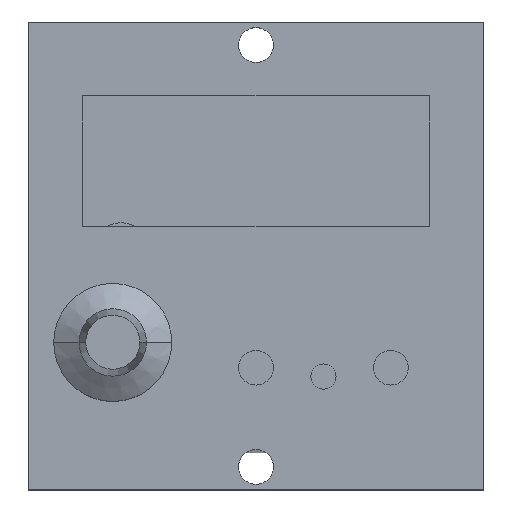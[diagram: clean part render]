
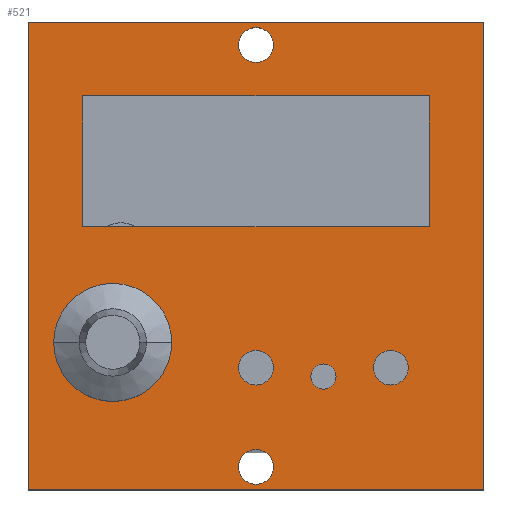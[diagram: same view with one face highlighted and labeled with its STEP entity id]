
A CAD part, top view. The second image highlights one B-rep face of the part: STEP entity #521.
In plain terms, the highlighted planar face has unit normal (0, 0, 1).
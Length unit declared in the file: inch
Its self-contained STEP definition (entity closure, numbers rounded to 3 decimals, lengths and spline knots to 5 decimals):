
#110=DIRECTION('',(0.,-1.,0.));
#111=VECTOR('',#110,3.469);
#112=CARTESIAN_POINT('',(-1.6875,1.7345,0.125));
#113=LINE('',#112,#111);
#114=DIRECTION('',(-1.,0.,0.));
#115=VECTOR('',#114,3.375);
#116=CARTESIAN_POINT('',(1.6875,1.7345,0.125));
#117=LINE('',#116,#115);
#118=DIRECTION('',(0.,1.,0.));
#119=VECTOR('',#118,3.469);
#120=CARTESIAN_POINT('',(1.6875,-1.7345,0.125));
#121=LINE('',#120,#119);
#122=DIRECTION('',(1.,0.,0.));
#123=VECTOR('',#122,3.375);
#124=CARTESIAN_POINT('',(-1.6875,-1.7345,0.125));
#125=LINE('',#124,#123);
#126=DIRECTION('',(0.,-1.,0.));
#127=VECTOR('',#126,0.969);
#128=CARTESIAN_POINT('',(-1.285,1.187,0.125));
#129=LINE('',#128,#127);
#130=DIRECTION('',(1.,0.,0.));
#131=VECTOR('',#130,2.57);
#132=CARTESIAN_POINT('',(-1.285,0.218,0.125));
#133=LINE('',#132,#131);
#134=DIRECTION('',(0.,1.,0.));
#135=VECTOR('',#134,0.969);
#136=CARTESIAN_POINT('',(1.285,0.218,0.125));
#137=LINE('',#136,#135);
#138=DIRECTION('',(-1.,0.,0.));
#139=VECTOR('',#138,2.57);
#140=CARTESIAN_POINT('',(1.285,1.187,0.125));
#141=LINE('',#140,#139);
#142=CARTESIAN_POINT('',(-1.062,-0.6415,0.125));
#143=DIRECTION('',(0.,0.,-1.));
#144=DIRECTION('',(-1.,0.,0.));
#145=AXIS2_PLACEMENT_3D('',#142,#143,#144);
#147=CARTESIAN_POINT('',(-1.062,-0.6415,0.125));
#148=DIRECTION('',(0.,0.,-1.));
#149=DIRECTION('',(1.,0.,0.));
#150=AXIS2_PLACEMENT_3D('',#147,#148,#149);
#152=CARTESIAN_POINT('',(0.,-0.8285,0.125));
#153=DIRECTION('',(0.,0.,-1.));
#154=DIRECTION('',(-1.,0.,0.));
#155=AXIS2_PLACEMENT_3D('',#152,#153,#154);
#157=CARTESIAN_POINT('',(0.,-0.8285,0.125));
#158=DIRECTION('',(0.,0.,-1.));
#159=DIRECTION('',(1.,0.,0.));
#160=AXIS2_PLACEMENT_3D('',#157,#158,#159);
#162=CARTESIAN_POINT('',(1.,-0.8285,0.125));
#163=DIRECTION('',(0.,0.,-1.));
#164=DIRECTION('',(-1.,0.,0.));
#165=AXIS2_PLACEMENT_3D('',#162,#163,#164);
#167=CARTESIAN_POINT('',(1.,-0.8285,0.125));
#168=DIRECTION('',(0.,0.,-1.));
#169=DIRECTION('',(1.,0.,0.));
#170=AXIS2_PLACEMENT_3D('',#167,#168,#169);
#172=CARTESIAN_POINT('',(0.5,-0.8935,0.125));
#173=DIRECTION('',(0.,0.,-1.));
#174=DIRECTION('',(-1.,0.,0.));
#175=AXIS2_PLACEMENT_3D('',#172,#173,#174);
#177=CARTESIAN_POINT('',(0.5,-0.8935,0.125));
#178=DIRECTION('',(0.,0.,-1.));
#179=DIRECTION('',(1.,0.,0.));
#180=AXIS2_PLACEMENT_3D('',#177,#178,#179);
#182=CARTESIAN_POINT('',(0.,-1.5635,0.125));
#183=DIRECTION('',(0.,0.,-1.));
#184=DIRECTION('',(-1.,0.,0.));
#185=AXIS2_PLACEMENT_3D('',#182,#183,#184);
#187=CARTESIAN_POINT('',(0.,-1.5635,0.125));
#188=DIRECTION('',(0.,0.,-1.));
#189=DIRECTION('',(1.,0.,0.));
#190=AXIS2_PLACEMENT_3D('',#187,#188,#189);
#192=CARTESIAN_POINT('',(0.,1.5635,0.125));
#193=DIRECTION('',(0.,0.,-1.));
#194=DIRECTION('',(-1.,0.,0.));
#195=AXIS2_PLACEMENT_3D('',#192,#193,#194);
#197=CARTESIAN_POINT('',(0.,1.5635,0.125));
#198=DIRECTION('',(0.,0.,-1.));
#199=DIRECTION('',(1.,0.,0.));
#200=AXIS2_PLACEMENT_3D('',#197,#198,#199);
#274=CARTESIAN_POINT('',(-1.6875,1.7345,0.125));
#275=CARTESIAN_POINT('',(-1.6875,-1.7345,0.125));
#276=VERTEX_POINT('',#274);
#277=VERTEX_POINT('',#275);
#278=CARTESIAN_POINT('',(1.6875,-1.7345,0.125));
#279=VERTEX_POINT('',#278);
#280=CARTESIAN_POINT('',(1.6875,1.7345,0.125));
#281=VERTEX_POINT('',#280);
#290=CARTESIAN_POINT('',(-1.285,1.187,0.125));
#291=CARTESIAN_POINT('',(-1.285,0.218,0.125));
#292=VERTEX_POINT('',#290);
#293=VERTEX_POINT('',#291);
#294=CARTESIAN_POINT('',(1.285,0.218,0.125));
#295=VERTEX_POINT('',#294);
#296=CARTESIAN_POINT('',(1.285,1.187,0.125));
#297=VERTEX_POINT('',#296);
#302=CARTESIAN_POINT('',(-1.265,-0.6415,0.125));
#303=CARTESIAN_POINT('',(-0.859,-0.6415,0.125));
#304=VERTEX_POINT('',#302);
#305=VERTEX_POINT('',#303);
#310=CARTESIAN_POINT('',(-0.1285,-0.8285,0.125));
#311=CARTESIAN_POINT('',(0.1285,-0.8285,0.125));
#312=VERTEX_POINT('',#310);
#313=VERTEX_POINT('',#311);
#318=CARTESIAN_POINT('',(0.4065,-0.8935,0.125));
#319=CARTESIAN_POINT('',(0.5935,-0.8935,0.125));
#320=VERTEX_POINT('',#318);
#321=VERTEX_POINT('',#319);
#326=CARTESIAN_POINT('',(0.8715,-0.8285,0.125));
#327=CARTESIAN_POINT('',(1.1285,-0.8285,0.125));
#328=VERTEX_POINT('',#326);
#329=VERTEX_POINT('',#327);
#334=CARTESIAN_POINT('',(-0.1285,-1.5635,0.125));
#335=CARTESIAN_POINT('',(0.1285,-1.5635,0.125));
#336=VERTEX_POINT('',#334);
#337=VERTEX_POINT('',#335);
#342=CARTESIAN_POINT('',(-0.1285,1.5635,0.125));
#343=CARTESIAN_POINT('',(0.1285,1.5635,0.125));
#344=VERTEX_POINT('',#342);
#345=VERTEX_POINT('',#343);
#464=CARTESIAN_POINT('',(0.,0.,0.125));
#465=DIRECTION('',(0.,0.,1.));
#466=DIRECTION('',(1.,0.,0.));
#467=AXIS2_PLACEMENT_3D('',#464,#465,#466);
#468=PLANE('',#467);
#469=ORIENTED_EDGE('',*,*,#416,.F.);
#470=ORIENTED_EDGE('',*,*,#431,.F.);
#471=ORIENTED_EDGE('',*,*,#445,.F.);
#472=ORIENTED_EDGE('',*,*,#458,.F.);
#473=EDGE_LOOP('',(#469,#470,#471,#472));
#474=FACE_OUTER_BOUND('',#473,.F.);
#476=ORIENTED_EDGE('',*,*,#475,.T.);
#478=ORIENTED_EDGE('',*,*,#477,.T.);
#480=ORIENTED_EDGE('',*,*,#479,.T.);
#482=ORIENTED_EDGE('',*,*,#481,.T.);
#483=EDGE_LOOP('',(#476,#478,#480,#482));
#484=FACE_BOUND('',#483,.F.);
#486=ORIENTED_EDGE('',*,*,#485,.F.);
#488=ORIENTED_EDGE('',*,*,#487,.F.);
#489=EDGE_LOOP('',(#486,#488));
#490=FACE_BOUND('',#489,.F.);
#492=ORIENTED_EDGE('',*,*,#491,.F.);
#494=ORIENTED_EDGE('',*,*,#493,.F.);
#495=EDGE_LOOP('',(#492,#494));
#496=FACE_BOUND('',#495,.F.);
#498=ORIENTED_EDGE('',*,*,#497,.F.);
#500=ORIENTED_EDGE('',*,*,#499,.F.);
#501=EDGE_LOOP('',(#498,#500));
#502=FACE_BOUND('',#501,.F.);
#504=ORIENTED_EDGE('',*,*,#503,.F.);
#506=ORIENTED_EDGE('',*,*,#505,.F.);
#507=EDGE_LOOP('',(#504,#506));
#508=FACE_BOUND('',#507,.F.);
#510=ORIENTED_EDGE('',*,*,#509,.F.);
#512=ORIENTED_EDGE('',*,*,#511,.F.);
#513=EDGE_LOOP('',(#510,#512));
#514=FACE_BOUND('',#513,.F.);
#516=ORIENTED_EDGE('',*,*,#515,.F.);
#518=ORIENTED_EDGE('',*,*,#517,.F.);
#519=EDGE_LOOP('',(#516,#518));
#520=FACE_BOUND('',#519,.F.);
#521=ADVANCED_FACE('',(#474,#484,#490,#496,#502,#508,#514,#520),#468,.T.);
#146=CIRCLE('',#145,0.203);
#151=CIRCLE('',#150,0.203);
#156=CIRCLE('',#155,0.1285);
#161=CIRCLE('',#160,0.1285);
#166=CIRCLE('',#165,0.1285);
#171=CIRCLE('',#170,0.1285);
#176=CIRCLE('',#175,0.0935);
#181=CIRCLE('',#180,0.0935);
#186=CIRCLE('',#185,0.1285);
#191=CIRCLE('',#190,0.1285);
#196=CIRCLE('',#195,0.1285);
#201=CIRCLE('',#200,0.1285);
#416=EDGE_CURVE('',#276,#277,#113,.T.);
#431=EDGE_CURVE('',#281,#276,#117,.T.);
#445=EDGE_CURVE('',#279,#281,#121,.T.);
#458=EDGE_CURVE('',#277,#279,#125,.T.);
#475=EDGE_CURVE('',#292,#293,#129,.T.);
#477=EDGE_CURVE('',#293,#295,#133,.T.);
#479=EDGE_CURVE('',#295,#297,#137,.T.);
#481=EDGE_CURVE('',#297,#292,#141,.T.);
#485=EDGE_CURVE('',#304,#305,#146,.T.);
#487=EDGE_CURVE('',#305,#304,#151,.T.);
#491=EDGE_CURVE('',#312,#313,#156,.T.);
#493=EDGE_CURVE('',#313,#312,#161,.T.);
#497=EDGE_CURVE('',#328,#329,#166,.T.);
#499=EDGE_CURVE('',#329,#328,#171,.T.);
#503=EDGE_CURVE('',#320,#321,#176,.T.);
#505=EDGE_CURVE('',#321,#320,#181,.T.);
#509=EDGE_CURVE('',#336,#337,#186,.T.);
#511=EDGE_CURVE('',#337,#336,#191,.T.);
#515=EDGE_CURVE('',#344,#345,#196,.T.);
#517=EDGE_CURVE('',#345,#344,#201,.T.);
